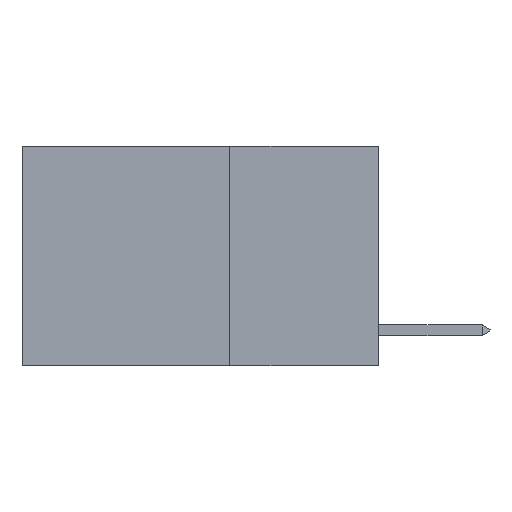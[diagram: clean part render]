
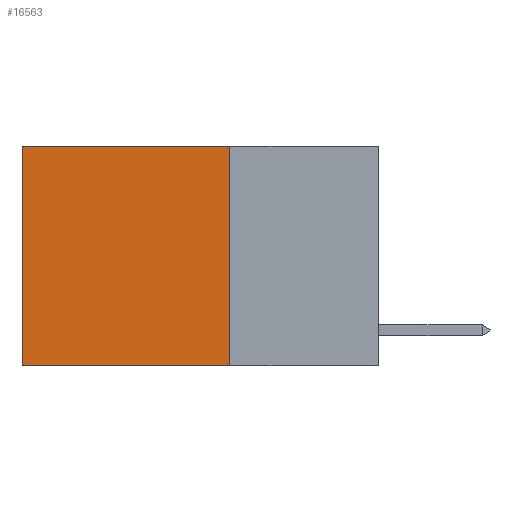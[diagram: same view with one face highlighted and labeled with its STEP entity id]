
A CAD part, left-side view. The second image highlights one B-rep face of the part: STEP entity #16563.
In plain terms, the highlighted planar face has unit normal (-1, 0, 0).
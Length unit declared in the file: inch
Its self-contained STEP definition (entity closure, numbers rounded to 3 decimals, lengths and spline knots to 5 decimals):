
#91 = EDGE_CURVE ( 'NONE', #6133, #637, #11081, .T. ) ;
#232 = VERTEX_POINT ( 'NONE', #4922 ) ;
#637 = VERTEX_POINT ( 'NONE', #9733 ) ;
#948 = ORIENTED_EDGE ( 'NONE', *, *, #7621, .T. ) ;
#1624 = CARTESIAN_POINT ( 'NONE',  ( 0.2625, 0.25, 0. ) ) ;
#2008 = PLANE ( 'NONE',  #5863 ) ;
#2065 = DIRECTION ( 'NONE',  ( 1., 0., 0. ) ) ;
#2711 = CARTESIAN_POINT ( 'NONE',  ( 0.2625, 0.25, -0.37 ) ) ;
#2772 = DIRECTION ( 'NONE',  ( 0., 1., 0. ) ) ;
#3460 = CARTESIAN_POINT ( 'NONE',  ( 0.2625, 0.25, 0. ) ) ;
#3958 = ORIENTED_EDGE ( 'NONE', *, *, #91, .T. ) ;
#4079 = DIRECTION ( 'NONE',  ( 0., 0., -1. ) ) ;
#4922 = CARTESIAN_POINT ( 'NONE',  ( 0.2625, 0.6, -0.37 ) ) ;
#5132 = LINE ( 'NONE', #1624, #8993 ) ;
#5841 = CARTESIAN_POINT ( 'NONE',  ( 0.2625, 0.25, 0. ) ) ;
#5863 = AXIS2_PLACEMENT_3D ( 'NONE', #5841, #2065, #14966 ) ;
#5984 = VECTOR ( 'NONE', #13796, 39.37008 ) ;
#6133 = VERTEX_POINT ( 'NONE', #12808 ) ;
#7621 = EDGE_CURVE ( 'NONE', #637, #232, #12935, .T. ) ;
#8402 = ORIENTED_EDGE ( 'NONE', *, *, #10262, .F. ) ;
#8455 = EDGE_CURVE ( 'NONE', #11521, #232, #12275, .T. ) ;
#8924 = FACE_OUTER_BOUND ( 'NONE', #16103, .T. ) ;
#8993 = VECTOR ( 'NONE', #4079, 39.37008 ) ;
#9130 = ORIENTED_EDGE ( 'NONE', *, *, #8455, .F. ) ;
#9281 = CARTESIAN_POINT ( 'NONE',  ( 0.2625, 0.6, 0. ) ) ;
#9287 = CARTESIAN_POINT ( 'NONE',  ( 0.2625, 0.25, -0.37 ) ) ;
#9733 = CARTESIAN_POINT ( 'NONE',  ( 0.2625, 0.6, 0. ) ) ;
#10262 = EDGE_CURVE ( 'NONE', #6133, #11521, #5132, .T. ) ;
#11081 = LINE ( 'NONE', #3460, #5984 ) ;
#11521 = VERTEX_POINT ( 'NONE', #9287 ) ;
#11710 = VECTOR ( 'NONE', #13177, 39.37008 ) ;
#12275 = LINE ( 'NONE', #2711, #13301 ) ;
#12808 = CARTESIAN_POINT ( 'NONE',  ( 0.2625, 0.25, 0. ) ) ;
#12935 = LINE ( 'NONE', #9281, #11710 ) ;
#13177 = DIRECTION ( 'NONE',  ( 0., 0., -1. ) ) ;
#13301 = VECTOR ( 'NONE', #2772, 39.37008 ) ;
#13796 = DIRECTION ( 'NONE',  ( 0., 1., 0. ) ) ;
#14966 = DIRECTION ( 'NONE',  ( 0., 0., -1. ) ) ;
#16103 = EDGE_LOOP ( 'NONE', ( #948, #9130, #8402, #3958 ) ) ;
#16563 = ADVANCED_FACE ( 'NONE', ( #8924 ), #2008, .F. ) ;
